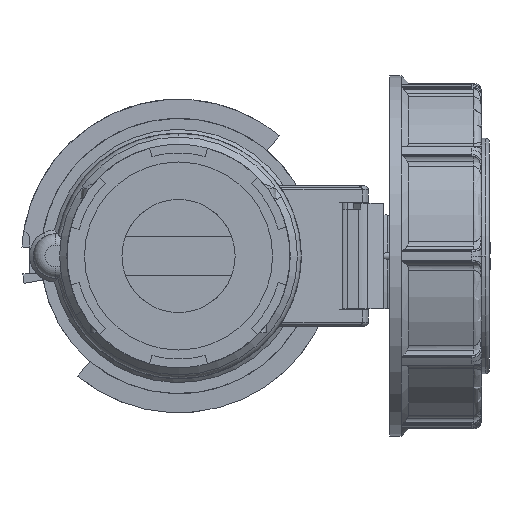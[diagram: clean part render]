
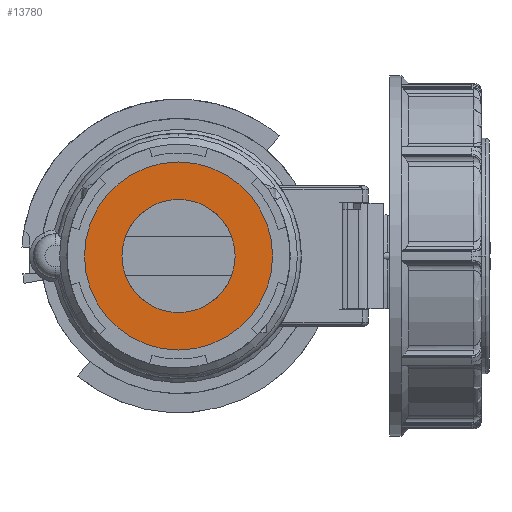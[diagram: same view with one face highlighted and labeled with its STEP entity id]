
A CAD part, left-side view. The second image highlights one B-rep face of the part: STEP entity #13780.
In plain terms, the highlighted planar face has unit normal (-1, 0, 0).
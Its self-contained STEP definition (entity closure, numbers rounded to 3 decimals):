
#2295 = DIRECTION ( 'NONE',  ( 0., 0., 1. ) ) ;
#2466 = FACE_BOUND ( 'NONE', #25730, .T. ) ;
#5136 = ORIENTED_EDGE ( 'NONE', *, *, #8746, .F. ) ;
#5167 = DIRECTION ( 'NONE',  ( 0., 0., 1. ) ) ;
#7128 = VERTEX_POINT ( 'NONE', #17679 ) ;
#7273 = AXIS2_PLACEMENT_3D ( 'NONE', #28109, #20408, #30644 ) ;
#7675 = DIRECTION ( 'NONE',  ( -1., 0., 0. ) ) ;
#7998 = DIRECTION ( 'NONE',  ( 1., 0., 0. ) ) ;
#8746 = EDGE_CURVE ( 'NONE', #15141, #16379, #28071, .T. ) ;
#9657 = CIRCLE ( 'NONE', #11812, 24.52 ) ;
#10190 = CARTESIAN_POINT ( 'NONE',  ( -32.7, -11.972, 0. ) ) ;
#11812 = AXIS2_PLACEMENT_3D ( 'NONE', #15229, #30487, #32670 ) ;
#13014 = ORIENTED_EDGE ( 'NONE', *, *, #13782, .T. ) ;
#13780 = ADVANCED_FACE ( 'NONE', ( #2466, #30968 ), #20728, .F. ) ;
#13782 = EDGE_CURVE ( 'NONE', #31190, #7128, #20118, .T. ) ;
#14388 = CARTESIAN_POINT ( 'NONE',  ( -32.7, 0., -14.75 ) ) ;
#15141 = VERTEX_POINT ( 'NONE', #23407 ) ;
#15229 = CARTESIAN_POINT ( 'NONE',  ( -32.7, 0., 0. ) ) ;
#16379 = VERTEX_POINT ( 'NONE', #14388 ) ;
#17679 = CARTESIAN_POINT ( 'NONE',  ( -32.7, 0., -24.52 ) ) ;
#18583 = ORIENTED_EDGE ( 'NONE', *, *, #21805, .T. ) ;
#19008 = CARTESIAN_POINT ( 'NONE',  ( -32.7, 0., 0. ) ) ;
#19756 = CARTESIAN_POINT ( 'NONE',  ( -32.7, 0., 0. ) ) ;
#20118 = CIRCLE ( 'NONE', #7273, 24.52 ) ;
#20368 = CIRCLE ( 'NONE', #21449, 14.75 ) ;
#20408 = DIRECTION ( 'NONE',  ( -1., 0., 0. ) ) ;
#20728 = PLANE ( 'NONE',  #27598 ) ;
#21449 = AXIS2_PLACEMENT_3D ( 'NONE', #19756, #7675, #5167 ) ;
#21783 = EDGE_CURVE ( 'NONE', #16379, #15141, #20368, .T. ) ;
#21805 = EDGE_CURVE ( 'NONE', #7128, #31190, #9657, .T. ) ;
#22357 = EDGE_LOOP ( 'NONE', ( #13014, #18583 ) ) ;
#23407 = CARTESIAN_POINT ( 'NONE',  ( -32.7, 0., 14.75 ) ) ;
#25407 = AXIS2_PLACEMENT_3D ( 'NONE', #19008, #27501, #32392 ) ;
#25730 = EDGE_LOOP ( 'NONE', ( #5136, #31390 ) ) ;
#26861 = CARTESIAN_POINT ( 'NONE',  ( -32.7, 0., 24.52 ) ) ;
#27501 = DIRECTION ( 'NONE',  ( -1., 0., 0. ) ) ;
#27598 = AXIS2_PLACEMENT_3D ( 'NONE', #10190, #7998, #2295 ) ;
#28071 = CIRCLE ( 'NONE', #25407, 14.75 ) ;
#28109 = CARTESIAN_POINT ( 'NONE',  ( -32.7, 0., 0. ) ) ;
#30487 = DIRECTION ( 'NONE',  ( -1., 0., 0. ) ) ;
#30644 = DIRECTION ( 'NONE',  ( 0., 0., -1. ) ) ;
#30968 = FACE_OUTER_BOUND ( 'NONE', #22357, .T. ) ;
#31190 = VERTEX_POINT ( 'NONE', #26861 ) ;
#31390 = ORIENTED_EDGE ( 'NONE', *, *, #21783, .F. ) ;
#32392 = DIRECTION ( 'NONE',  ( 0., 0., 1. ) ) ;
#32670 = DIRECTION ( 'NONE',  ( 0., 0., -1. ) ) ;
